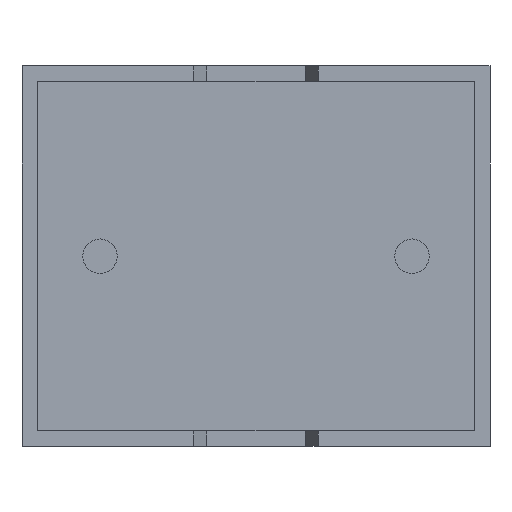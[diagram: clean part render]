
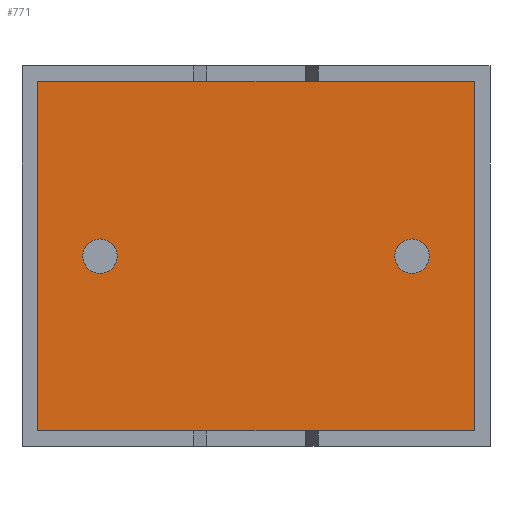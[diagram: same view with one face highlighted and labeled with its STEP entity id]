
A CAD part, front view. The second image highlights one B-rep face of the part: STEP entity #771.
In plain terms, the highlighted planar face has unit normal (0, -1, 0).
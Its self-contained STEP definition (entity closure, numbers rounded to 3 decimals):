
#85 = FACE_BOUND ( 'NONE', #3053, .T. ) ;
#179 = EDGE_CURVE ( 'NONE', #964, #309, #2433, .T. ) ;
#214 = AXIS2_PLACEMENT_3D ( 'NONE', #552, #2230, #1953 ) ;
#254 = DIRECTION ( 'NONE',  ( 0., 0., -1. ) ) ;
#309 = VERTEX_POINT ( 'NONE', #2761 ) ;
#343 = ORIENTED_EDGE ( 'NONE', *, *, #1972, .T. ) ;
#357 = DIRECTION ( 'NONE',  ( 0., -1., 0. ) ) ;
#388 = DIRECTION ( 'NONE',  ( -1., 0., 0. ) ) ;
#420 = ORIENTED_EDGE ( 'NONE', *, *, #2683, .F. ) ;
#531 = EDGE_CURVE ( 'NONE', #1376, #583, #2839, .T. ) ;
#552 = CARTESIAN_POINT ( 'NONE',  ( 1.25, 0.75, 3.05 ) ) ;
#583 = VERTEX_POINT ( 'NONE', #1175 ) ;
#598 = EDGE_CURVE ( 'NONE', #1607, #2213, #1305, .T. ) ;
#619 = DIRECTION ( 'NONE',  ( 0., -1., 0. ) ) ;
#706 = FACE_OUTER_BOUND ( 'NONE', #1538, .T. ) ;
#769 = FACE_BOUND ( 'NONE', #2892, .T. ) ;
#771 = ADVANCED_FACE ( 'NONE', ( #769, #706, #85 ), #1328, .T. ) ;
#773 = AXIS2_PLACEMENT_3D ( 'NONE', #2311, #1593, #857 ) ;
#782 = ORIENTED_EDGE ( 'NONE', *, *, #598, .T. ) ;
#795 = CIRCLE ( 'NONE', #2152, 0.275 ) ;
#843 = CARTESIAN_POINT ( 'NONE',  ( 0.25, 0.75, 0.25 ) ) ;
#857 = DIRECTION ( 'NONE',  ( 0., 0., -1. ) ) ;
#960 = VECTOR ( 'NONE', #388, 1000. ) ;
#964 = VERTEX_POINT ( 'NONE', #1652 ) ;
#984 = CARTESIAN_POINT ( 'NONE',  ( 7.25, 0.75, 0.25 ) ) ;
#1006 = ORIENTED_EDGE ( 'NONE', *, *, #1898, .F. ) ;
#1076 = DIRECTION ( 'NONE',  ( 0., 0., -1. ) ) ;
#1097 = CARTESIAN_POINT ( 'NONE',  ( 0.25, 0.75, 0.25 ) ) ;
#1133 = AXIS2_PLACEMENT_3D ( 'NONE', #2487, #357, #1742 ) ;
#1175 = CARTESIAN_POINT ( 'NONE',  ( 1.25, 0.75, 3.325 ) ) ;
#1207 = ORIENTED_EDGE ( 'NONE', *, *, #2987, .T. ) ;
#1227 = DIRECTION ( 'NONE',  ( 0., -1., 0. ) ) ;
#1264 = VECTOR ( 'NONE', #254, 1000. ) ;
#1290 = CARTESIAN_POINT ( 'NONE',  ( 7.25, 0.75, 5.85 ) ) ;
#1305 = LINE ( 'NONE', #1429, #1264 ) ;
#1328 = PLANE ( 'NONE',  #773 ) ;
#1376 = VERTEX_POINT ( 'NONE', #2111 ) ;
#1429 = CARTESIAN_POINT ( 'NONE',  ( 0.25, 0.75, 5.85 ) ) ;
#1455 = CARTESIAN_POINT ( 'NONE',  ( 0.25, 0.75, 5.85 ) ) ;
#1507 = EDGE_CURVE ( 'NONE', #2799, #2644, #2793, .T. ) ;
#1538 = EDGE_LOOP ( 'NONE', ( #782, #1207, #2699, #343 ) ) ;
#1544 = CIRCLE ( 'NONE', #1856, 0.275 ) ;
#1593 = DIRECTION ( 'NONE',  ( 0., -1., 0. ) ) ;
#1607 = VERTEX_POINT ( 'NONE', #1455 ) ;
#1652 = CARTESIAN_POINT ( 'NONE',  ( 6.25, 0.75, 2.775 ) ) ;
#1728 = CARTESIAN_POINT ( 'NONE',  ( 7.25, 0.75, 5.85 ) ) ;
#1742 = DIRECTION ( 'NONE',  ( 0., 0., -1. ) ) ;
#1758 = LINE ( 'NONE', #843, #1940 ) ;
#1849 = DIRECTION ( 'NONE',  ( 0., 0., 1. ) ) ;
#1856 = AXIS2_PLACEMENT_3D ( 'NONE', #2686, #1227, #2674 ) ;
#1898 = EDGE_CURVE ( 'NONE', #583, #1376, #795, .T. ) ;
#1940 = VECTOR ( 'NONE', #2035, 1000. ) ;
#1953 = DIRECTION ( 'NONE',  ( 0., 0., -1. ) ) ;
#1972 = EDGE_CURVE ( 'NONE', #2644, #1607, #2081, .T. ) ;
#2035 = DIRECTION ( 'NONE',  ( 1., 0., 0. ) ) ;
#2081 = LINE ( 'NONE', #1290, #960 ) ;
#2111 = CARTESIAN_POINT ( 'NONE',  ( 1.25, 0.75, 2.775 ) ) ;
#2113 = ORIENTED_EDGE ( 'NONE', *, *, #179, .F. ) ;
#2152 = AXIS2_PLACEMENT_3D ( 'NONE', #2508, #619, #1076 ) ;
#2190 = VECTOR ( 'NONE', #1849, 1000. ) ;
#2213 = VERTEX_POINT ( 'NONE', #1097 ) ;
#2230 = DIRECTION ( 'NONE',  ( 0., -1., 0. ) ) ;
#2311 = CARTESIAN_POINT ( 'NONE',  ( 0., 0.75, 0. ) ) ;
#2433 = CIRCLE ( 'NONE', #1133, 0.275 ) ;
#2487 = CARTESIAN_POINT ( 'NONE',  ( 6.25, 0.75, 3.05 ) ) ;
#2508 = CARTESIAN_POINT ( 'NONE',  ( 1.25, 0.75, 3.05 ) ) ;
#2644 = VERTEX_POINT ( 'NONE', #1728 ) ;
#2674 = DIRECTION ( 'NONE',  ( 0., 0., -1. ) ) ;
#2683 = EDGE_CURVE ( 'NONE', #309, #964, #1544, .T. ) ;
#2686 = CARTESIAN_POINT ( 'NONE',  ( 6.25, 0.75, 3.05 ) ) ;
#2699 = ORIENTED_EDGE ( 'NONE', *, *, #1507, .T. ) ;
#2761 = CARTESIAN_POINT ( 'NONE',  ( 6.25, 0.75, 3.325 ) ) ;
#2793 = LINE ( 'NONE', #2795, #2190 ) ;
#2795 = CARTESIAN_POINT ( 'NONE',  ( 7.25, 0.75, 0.25 ) ) ;
#2799 = VERTEX_POINT ( 'NONE', #984 ) ;
#2839 = CIRCLE ( 'NONE', #214, 0.275 ) ;
#2892 = EDGE_LOOP ( 'NONE', ( #420, #2113 ) ) ;
#2902 = ORIENTED_EDGE ( 'NONE', *, *, #531, .F. ) ;
#2987 = EDGE_CURVE ( 'NONE', #2213, #2799, #1758, .T. ) ;
#3053 = EDGE_LOOP ( 'NONE', ( #1006, #2902 ) ) ;
